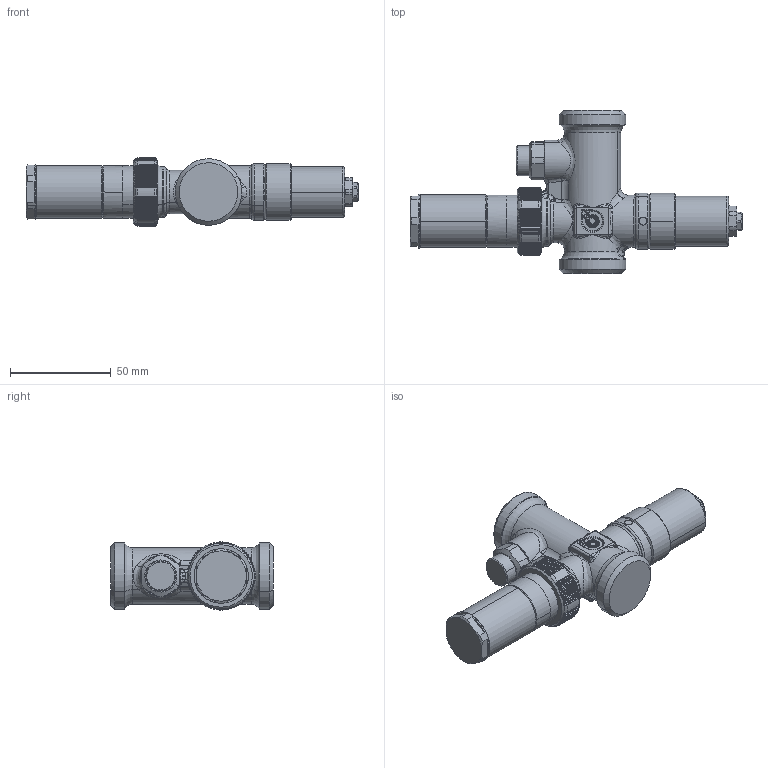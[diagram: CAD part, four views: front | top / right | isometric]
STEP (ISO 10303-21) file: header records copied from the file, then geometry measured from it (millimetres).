
FILE_DESCRIPTION(('CATIA V5 STEP Exchange','CAx-IF Rec.Pracs.--- Model Styling and Organization---1.4--- 2014-01-23','CAx-IF Rec.Pracs.---3D Tessellated Data Validation Properties---0.5---2014-09-14'),'2;1');
FILE_NAME('STEP_108611_-_TST.stp','2021-10-05T11:27:28+00:00',('none'),('none'),'CATIA Version 5-6 Release 2019 SP3','CATIA V5 STEP AP242 v1','none');
FILE_SCHEMA(('AP242_MANAGED_MODEL_BASED_3D_ENGINEERING_MIM_LF {1 0 10303 442 1 1 4}'));
Products named in the file (1): 108611 - TST
Bounding box: 165.05 x 81 x 33.97 mm (x, y, z)
Volume: 136790.1 mm3; surface area: 28623.2 mm2
Topology: 2 solids, 2 shells, 935 faces, 2496 edges, 1539 vertices
Faces by surface type: cylinder 295, plane 224, bspline 169, torus 153, cone 76, sphere 18
Entity records: 40106 total; most frequent: CARTESIAN_POINT 20717, ORIENTED_EDGE 4912, EDGE_CURVE 2456, DIRECTION 2185, VERTEX_POINT 1539, B_SPLINE_CURVE_WITH_KNOTS 1345, AXIS2_PLACEMENT_3D 1047, EDGE_LOOP 951
